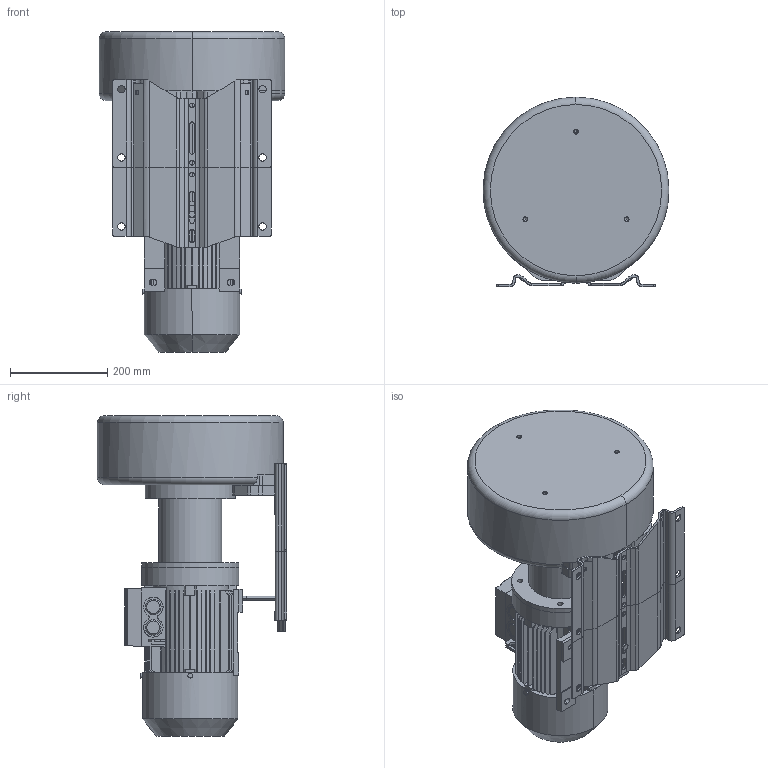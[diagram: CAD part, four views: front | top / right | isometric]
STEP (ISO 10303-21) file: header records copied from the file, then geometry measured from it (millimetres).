
FILE_DESCRIPTION((''),'2;1');
FILE_NAME('MD-001288_ASM','2013-07-16T',('rnennstiel'),('vacuvane vacuum technology gmbh'),'PRO/ENGINEER BY PARAMETRIC TECHNOLOGY CORPORATION, 2010140','PRO/ENGINEER BY PARAMETRIC TECHNOLOGY CORPORATION, 2010140','');
FILE_SCHEMA(('AUTOMOTIVE_DESIGN_CC2 { 1 2 10303 214 -1 1 5 2 }'));
Length unit declared in the file: millimetre
Products named in the file (9): MD-001292; MD-000939; MD-000940; MD-000941_ASM; MD-001289; MD-001290; MD-000366; MD-000796; MD-001288_ASM
Assembly tree (9 placements, depth 3):
  MD-001288_ASM
    MD-001292
    MD-000941_ASM
      MD-000939
      MD-000940
    MD-001289
    MD-001290
    MD-000366  x2
    MD-000796
Bounding box: 382 x 389 x 659.2 mm (x, y, z)
Volume: 17143732.7 mm3; surface area: 1486533.7 mm2
Topology: 9 solids, 19 shells, 916 faces, 2614 edges, 1716 vertices
Faces by surface type: plane 438, cylinder 344, cone 129, torus 5
Entity records: 40817 total; most frequent: CARTESIAN_POINT 11597, ORIENTED_EDGE 4960, DIRECTION 4924, EDGE_CURVE 2534, AXIS2_PLACEMENT_3D 1766, VERTEX_POINT 1672, PRESENTATION_STYLE_ASSIGNMENT 1666, STYLED_ITEM 1632
